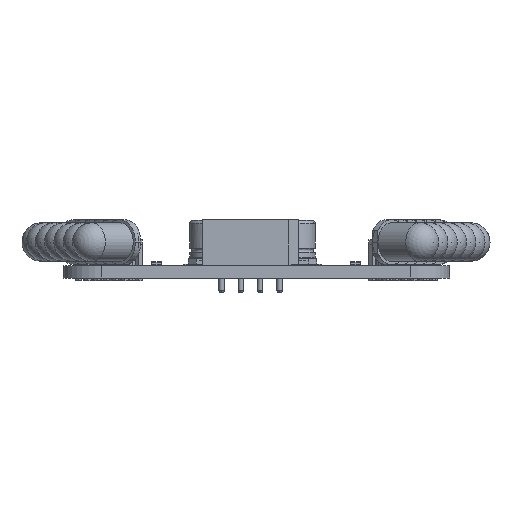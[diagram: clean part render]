
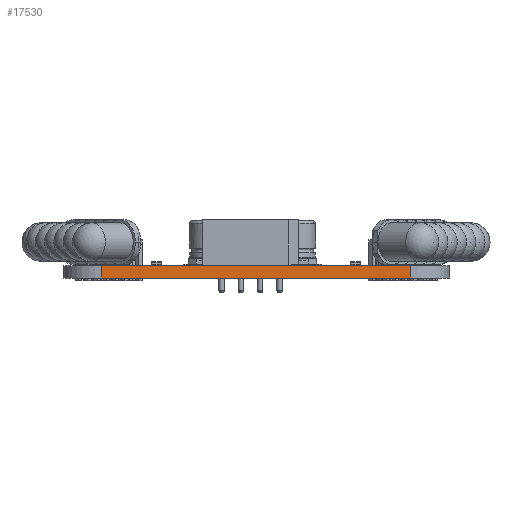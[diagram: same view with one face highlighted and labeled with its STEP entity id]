
A CAD part, left-side view. The second image highlights one B-rep face of the part: STEP entity #17530.
In plain terms, the highlighted planar face has unit normal (-1, 0, 0).
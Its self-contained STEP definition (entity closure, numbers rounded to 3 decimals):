
#17530 = ADVANCED_FACE('',(#17531),#17545,.F.);
#17531 = FACE_BOUND('',#17532,.F.);
#17532 = EDGE_LOOP('',(#17533,#17568,#17596,#17624));
#17533 = ORIENTED_EDGE('',*,*,#17534,.T.);
#17534 = EDGE_CURVE('',#17535,#17537,#17539,.T.);
#17535 = VERTEX_POINT('',#17536);
#17536 = CARTESIAN_POINT('',(66.,-61.,0.));
#17537 = VERTEX_POINT('',#17538);
#17538 = CARTESIAN_POINT('',(66.,-61.,1.6));
#17539 = SURFACE_CURVE('',#17540,(#17544,#17556),.PCURVE_S1.);
#17540 = LINE('',#17541,#17542);
#17541 = CARTESIAN_POINT('',(66.,-61.,0.));
#17542 = VECTOR('',#17543,1.);
#17543 = DIRECTION('',(0.,0.,1.));
#17544 = PCURVE('',#17545,#17550);
#17545 = PLANE('',#17546);
#17546 = AXIS2_PLACEMENT_3D('',#17547,#17548,#17549);
#17547 = CARTESIAN_POINT('',(66.,-61.,0.));
#17548 = DIRECTION('',(1.,0.,-0.));
#17549 = DIRECTION('',(0.,-1.,0.));
#17550 = DEFINITIONAL_REPRESENTATION('',(#17551),#17555);
#17551 = LINE('',#17552,#17553);
#17552 = CARTESIAN_POINT('',(0.,0.));
#17553 = VECTOR('',#17554,1.);
#17554 = DIRECTION('',(0.,-1.));
#17555 = ( GEOMETRIC_REPRESENTATION_CONTEXT(2) 
PARAMETRIC_REPRESENTATION_CONTEXT() REPRESENTATION_CONTEXT('2D SPACE',''
  ) );
#17556 = PCURVE('',#17557,#17562);
#17557 = CYLINDRICAL_SURFACE('',#17558,5.);
#17558 = AXIS2_PLACEMENT_3D('',#17559,#17560,#17561);
#17559 = CARTESIAN_POINT('',(71.,-61.,0.));
#17560 = DIRECTION('',(-0.,-0.,-1.));
#17561 = DIRECTION('',(1.,0.,-0.));
#17562 = DEFINITIONAL_REPRESENTATION('',(#17563),#17567);
#17563 = LINE('',#17564,#17565);
#17564 = CARTESIAN_POINT('',(-3.142,0.));
#17565 = VECTOR('',#17566,1.);
#17566 = DIRECTION('',(-0.,-1.));
#17567 = ( GEOMETRIC_REPRESENTATION_CONTEXT(2) 
PARAMETRIC_REPRESENTATION_CONTEXT() REPRESENTATION_CONTEXT('2D SPACE',''
  ) );
#17568 = ORIENTED_EDGE('',*,*,#17569,.T.);
#17569 = EDGE_CURVE('',#17537,#17570,#17572,.T.);
#17570 = VERTEX_POINT('',#17571);
#17571 = CARTESIAN_POINT('',(66.,-101.,1.6));
#17572 = SURFACE_CURVE('',#17573,(#17577,#17584),.PCURVE_S1.);
#17573 = LINE('',#17574,#17575);
#17574 = CARTESIAN_POINT('',(66.,-61.,1.6));
#17575 = VECTOR('',#17576,1.);
#17576 = DIRECTION('',(0.,-1.,0.));
#17577 = PCURVE('',#17545,#17578);
#17578 = DEFINITIONAL_REPRESENTATION('',(#17579),#17583);
#17579 = LINE('',#17580,#17581);
#17580 = CARTESIAN_POINT('',(0.,-1.6));
#17581 = VECTOR('',#17582,1.);
#17582 = DIRECTION('',(1.,0.));
#17583 = ( GEOMETRIC_REPRESENTATION_CONTEXT(2) 
PARAMETRIC_REPRESENTATION_CONTEXT() REPRESENTATION_CONTEXT('2D SPACE',''
  ) );
#17584 = PCURVE('',#17585,#17590);
#17585 = PLANE('',#17586);
#17586 = AXIS2_PLACEMENT_3D('',#17587,#17588,#17589);
#17587 = CARTESIAN_POINT('',(139.5,-81.,1.6));
#17588 = DIRECTION('',(0.,0.,1.));
#17589 = DIRECTION('',(1.,0.,-0.));
#17590 = DEFINITIONAL_REPRESENTATION('',(#17591),#17595);
#17591 = LINE('',#17592,#17593);
#17592 = CARTESIAN_POINT('',(-73.5,20.));
#17593 = VECTOR('',#17594,1.);
#17594 = DIRECTION('',(0.,-1.));
#17595 = ( GEOMETRIC_REPRESENTATION_CONTEXT(2) 
PARAMETRIC_REPRESENTATION_CONTEXT() REPRESENTATION_CONTEXT('2D SPACE',''
  ) );
#17596 = ORIENTED_EDGE('',*,*,#17597,.F.);
#17597 = EDGE_CURVE('',#17598,#17570,#17600,.T.);
#17598 = VERTEX_POINT('',#17599);
#17599 = CARTESIAN_POINT('',(66.,-101.,0.));
#17600 = SURFACE_CURVE('',#17601,(#17605,#17612),.PCURVE_S1.);
#17601 = LINE('',#17602,#17603);
#17602 = CARTESIAN_POINT('',(66.,-101.,0.));
#17603 = VECTOR('',#17604,1.);
#17604 = DIRECTION('',(0.,0.,1.));
#17605 = PCURVE('',#17545,#17606);
#17606 = DEFINITIONAL_REPRESENTATION('',(#17607),#17611);
#17607 = LINE('',#17608,#17609);
#17608 = CARTESIAN_POINT('',(40.,0.));
#17609 = VECTOR('',#17610,1.);
#17610 = DIRECTION('',(0.,-1.));
#17611 = ( GEOMETRIC_REPRESENTATION_CONTEXT(2) 
PARAMETRIC_REPRESENTATION_CONTEXT() REPRESENTATION_CONTEXT('2D SPACE',''
  ) );
#17612 = PCURVE('',#17613,#17618);
#17613 = CYLINDRICAL_SURFACE('',#17614,5.);
#17614 = AXIS2_PLACEMENT_3D('',#17615,#17616,#17617);
#17615 = CARTESIAN_POINT('',(71.,-101.,0.));
#17616 = DIRECTION('',(-0.,-0.,-1.));
#17617 = DIRECTION('',(1.,0.,-0.));
#17618 = DEFINITIONAL_REPRESENTATION('',(#17619),#17623);
#17619 = LINE('',#17620,#17621);
#17620 = CARTESIAN_POINT('',(-3.142,0.));
#17621 = VECTOR('',#17622,1.);
#17622 = DIRECTION('',(-0.,-1.));
#17623 = ( GEOMETRIC_REPRESENTATION_CONTEXT(2) 
PARAMETRIC_REPRESENTATION_CONTEXT() REPRESENTATION_CONTEXT('2D SPACE',''
  ) );
#17624 = ORIENTED_EDGE('',*,*,#17625,.F.);
#17625 = EDGE_CURVE('',#17535,#17598,#17626,.T.);
#17626 = SURFACE_CURVE('',#17627,(#17631,#17638),.PCURVE_S1.);
#17627 = LINE('',#17628,#17629);
#17628 = CARTESIAN_POINT('',(66.,-61.,0.));
#17629 = VECTOR('',#17630,1.);
#17630 = DIRECTION('',(0.,-1.,0.));
#17631 = PCURVE('',#17545,#17632);
#17632 = DEFINITIONAL_REPRESENTATION('',(#17633),#17637);
#17633 = LINE('',#17634,#17635);
#17634 = CARTESIAN_POINT('',(0.,0.));
#17635 = VECTOR('',#17636,1.);
#17636 = DIRECTION('',(1.,0.));
#17637 = ( GEOMETRIC_REPRESENTATION_CONTEXT(2) 
PARAMETRIC_REPRESENTATION_CONTEXT() REPRESENTATION_CONTEXT('2D SPACE',''
  ) );
#17638 = PCURVE('',#17639,#17644);
#17639 = PLANE('',#17640);
#17640 = AXIS2_PLACEMENT_3D('',#17641,#17642,#17643);
#17641 = CARTESIAN_POINT('',(139.5,-81.,0.));
#17642 = DIRECTION('',(0.,0.,1.));
#17643 = DIRECTION('',(1.,0.,-0.));
#17644 = DEFINITIONAL_REPRESENTATION('',(#17645),#17649);
#17645 = LINE('',#17646,#17647);
#17646 = CARTESIAN_POINT('',(-73.5,20.));
#17647 = VECTOR('',#17648,1.);
#17648 = DIRECTION('',(0.,-1.));
#17649 = ( GEOMETRIC_REPRESENTATION_CONTEXT(2) 
PARAMETRIC_REPRESENTATION_CONTEXT() REPRESENTATION_CONTEXT('2D SPACE',''
  ) );
